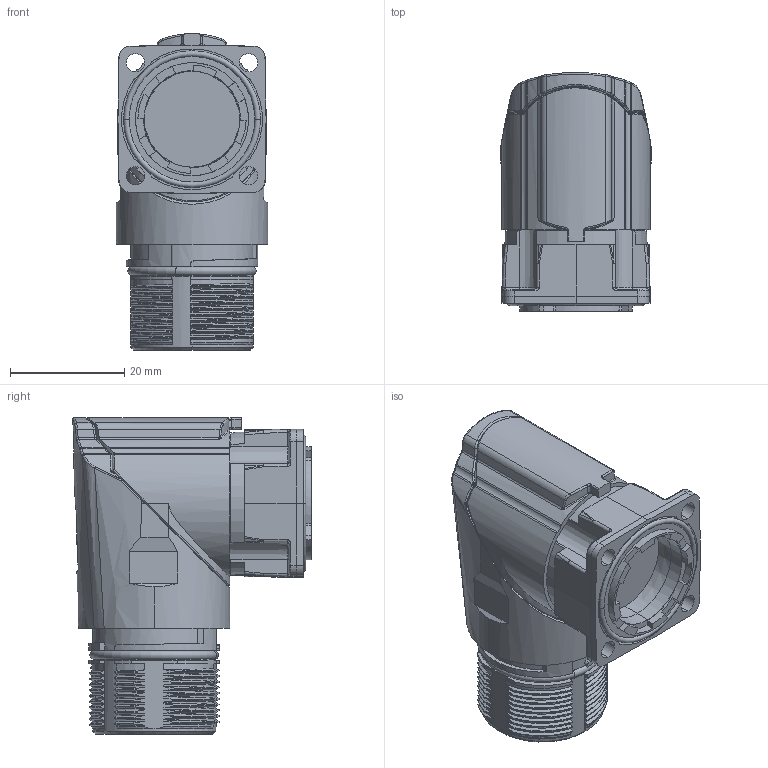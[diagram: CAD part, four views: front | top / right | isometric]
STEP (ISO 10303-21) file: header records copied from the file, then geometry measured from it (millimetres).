
FILE_DESCRIPTION((''),'2;1');
FILE_NAME('MR23-017-BKP26-SE-OD3_2','2022-05-12T',('gy.ye'),(''),'PRO/ENGINEER BY PARAMETRIC TECHNOLOGY CORPORATION, 2012480','PRO/ENGINEER BY PARAMETRIC TECHNOLOGY CORPORATION, 2012480','');
FILE_SCHEMA(('CONFIG_CONTROL_DESIGN'));
Length unit declared in the file: millimetre
Products named in the file (1): MR23-017-BKP26-SE-OD3_2
Bounding box: 26.5 x 41.84 x 55.5 mm (x, y, z)
Volume: 30243.3 mm3; surface area: 13289.4 mm2
Topology: 1 solids, 2 shells, 1248 faces, 3446 edges, 2242 vertices
Faces by surface type: cylinder 394, bspline 358, plane 343, cone 117, torus 26, sphere 10
Entity records: 70465 total; most frequent: CARTESIAN_POINT 38047, ORIENTED_EDGE 6892, DIRECTION 4318, EDGE_CURVE 3446, VERTEX_POINT 2242, B_SPLINE_CURVE_WITH_KNOTS 1605, AXIS2_PLACEMENT_3D 1587, EDGE_LOOP 1300
